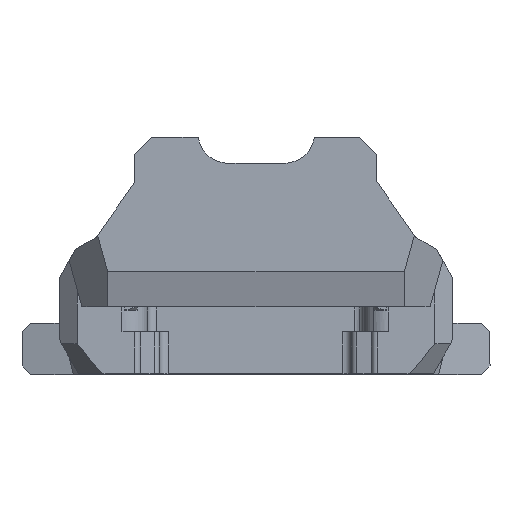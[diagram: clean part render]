
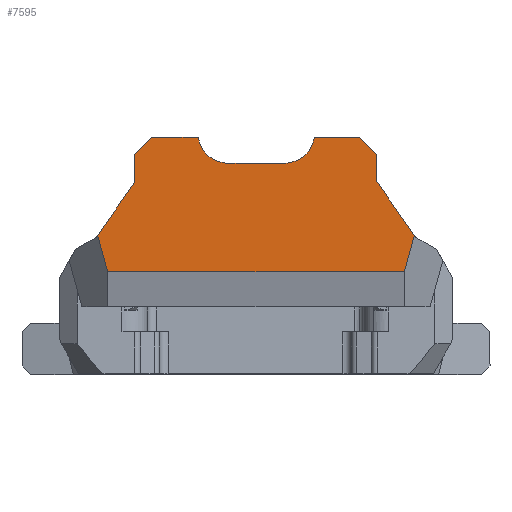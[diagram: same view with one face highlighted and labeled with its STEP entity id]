
A CAD part, top view. The second image highlights one B-rep face of the part: STEP entity #7595.
In plain terms, the highlighted face is planar.
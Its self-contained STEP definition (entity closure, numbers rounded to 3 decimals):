
#406=PLANE('',#8126);
#807=FACE_OUTER_BOUND('',#1241,.T.);
#1241=EDGE_LOOP('',(#7077,#7078,#7079,#7080,#7081,#7082,#7083,#7084,#7085,
#7086,#7087,#7088,#7089,#7090));
#1277=CIRCLE('',#7729,3.5);
#1280=CIRCLE('',#7734,3.5);
#1692=LINE('',#16636,#2539);
#1696=LINE('',#16643,#2543);
#1703=LINE('',#16659,#2550);
#1708=LINE('',#16667,#2555);
#1747=LINE('',#16774,#2594);
#1755=LINE('',#16789,#2602);
#1757=LINE('',#16793,#2604);
#1759=LINE('',#16800,#2606);
#1763=LINE('',#16808,#2610);
#1767=LINE('',#16816,#2614);
#1780=LINE('',#16839,#2627);
#1786=LINE('',#16856,#2633);
#2539=VECTOR('',#8602,10.);
#2543=VECTOR('',#8608,10.);
#2550=VECTOR('',#8619,10.);
#2555=VECTOR('',#8626,10.);
#2594=VECTOR('',#8719,10.);
#2602=VECTOR('',#8729,10.);
#2604=VECTOR('',#8733,10.);
#2606=VECTOR('',#8741,10.);
#2610=VECTOR('',#8749,10.);
#2614=VECTOR('',#8759,10.);
#2627=VECTOR('',#8788,10.);
#2633=VECTOR('',#8808,10.);
#3379=VERTEX_POINT('',#16602);
#3380=VERTEX_POINT('',#16603);
#3386=VERTEX_POINT('',#16619);
#3387=VERTEX_POINT('',#16621);
#3391=VERTEX_POINT('',#16633);
#3392=VERTEX_POINT('',#16635);
#3400=VERTEX_POINT('',#16656);
#3401=VERTEX_POINT('',#16658);
#3450=VERTEX_POINT('',#16787);
#3451=VERTEX_POINT('',#16791);
#3453=VERTEX_POINT('',#16799);
#3455=VERTEX_POINT('',#16807);
#3456=VERTEX_POINT('',#16815);
#3458=VERTEX_POINT('',#16836);
#4156=EDGE_CURVE('',#3379,#3380,#1277,.T.);
#4165=EDGE_CURVE('',#3387,#3386,#1280,.F.);
#4172=EDGE_CURVE('',#3391,#3392,#1692,.T.);
#4176=EDGE_CURVE('',#3391,#3387,#1696,.F.);
#4184=EDGE_CURVE('',#3400,#3401,#1703,.T.);
#4189=EDGE_CURVE('',#3379,#3401,#1708,.F.);
#4241=EDGE_CURVE('',#3380,#3386,#1747,.T.);
#4249=EDGE_CURVE('',#3450,#3400,#1755,.T.);
#4251=EDGE_CURVE('',#3451,#3450,#1757,.F.);
#4254=EDGE_CURVE('',#3453,#3392,#1759,.F.);
#4258=EDGE_CURVE('',#3455,#3451,#1763,.T.);
#4262=EDGE_CURVE('',#3455,#3456,#1767,.T.);
#4275=EDGE_CURVE('',#3458,#3453,#1780,.F.);
#4284=EDGE_CURVE('',#3456,#3458,#1786,.T.);
#7077=ORIENTED_EDGE('',*,*,#4249,.F.);
#7078=ORIENTED_EDGE('',*,*,#4251,.F.);
#7079=ORIENTED_EDGE('',*,*,#4258,.F.);
#7080=ORIENTED_EDGE('',*,*,#4262,.T.);
#7081=ORIENTED_EDGE('',*,*,#4284,.T.);
#7082=ORIENTED_EDGE('',*,*,#4275,.T.);
#7083=ORIENTED_EDGE('',*,*,#4254,.T.);
#7084=ORIENTED_EDGE('',*,*,#4172,.F.);
#7085=ORIENTED_EDGE('',*,*,#4176,.T.);
#7086=ORIENTED_EDGE('',*,*,#4165,.T.);
#7087=ORIENTED_EDGE('',*,*,#4241,.F.);
#7088=ORIENTED_EDGE('',*,*,#4156,.F.);
#7089=ORIENTED_EDGE('',*,*,#4189,.T.);
#7090=ORIENTED_EDGE('',*,*,#4184,.F.);
#7595=ADVANCED_FACE('',(#807),#406,.T.);
#7729=AXIS2_PLACEMENT_3D('',#16604,#8574,#8575);
#7734=AXIS2_PLACEMENT_3D('',#16622,#8590,#8591);
#8126=AXIS2_PLACEMENT_3D('',#21329,#9999,#10000);
#8574=DIRECTION('center_axis',(0.,-1.,0.));
#8575=DIRECTION('ref_axis',(-0.99,0.,-0.141));
#8590=DIRECTION('center_axis',(0.,-1.,0.));
#8591=DIRECTION('ref_axis',(0.99,0.,-0.141));
#8602=DIRECTION('',(0.707,0.,-0.707));
#8608=DIRECTION('',(1.,0.,0.));
#8619=DIRECTION('',(0.707,0.,0.707));
#8626=DIRECTION('',(1.,0.,0.));
#8719=DIRECTION('',(1.,0.,0.));
#8729=DIRECTION('',(0.,0.,1.));
#8733=DIRECTION('',(-0.574,0.,-0.819));
#8741=DIRECTION('',(0.,0.,-1.));
#8749=DIRECTION('',(-0.266,0.,0.964));
#8759=DIRECTION('',(1.,0.,0.));
#8788=DIRECTION('',(0.574,0.,-0.819));
#8808=DIRECTION('',(0.266,0.,0.964));
#9999=DIRECTION('center_axis',(0.,-1.,0.));
#10000=DIRECTION('ref_axis',(1.,0.,0.));
#16602=CARTESIAN_POINT('',(-6.75,-139.154,101.402));
#16603=CARTESIAN_POINT('',(-3.285,-139.154,98.396));
#16604=CARTESIAN_POINT('Origin',(-3.285,-139.154,101.896));
#16619=CARTESIAN_POINT('',(3.347,-139.154,98.396));
#16621=CARTESIAN_POINT('',(6.812,-139.154,101.402));
#16622=CARTESIAN_POINT('Origin',(3.347,-139.154,101.896));
#16633=CARTESIAN_POINT('',(12.139,-139.154,101.402));
#16635=CARTESIAN_POINT('',(14.139,-139.154,99.402));
#16636=CARTESIAN_POINT('',(11.198,-139.154,102.343));
#16643=CARTESIAN_POINT('',(-10.6,-139.154,101.402));
#16656=CARTESIAN_POINT('',(-14.21,-139.154,99.402));
#16658=CARTESIAN_POINT('',(-12.21,-139.154,101.402));
#16659=CARTESIAN_POINT('',(-21.852,-139.154,91.761));
#16667=CARTESIAN_POINT('',(-10.6,-139.154,101.402));
#16774=CARTESIAN_POINT('',(-10.6,-139.154,98.396));
#16787=CARTESIAN_POINT('',(-14.21,-139.154,96.113));
#16789=CARTESIAN_POINT('',(-14.21,-139.154,85.014));
#16791=CARTESIAN_POINT('',(-18.511,-139.154,89.971));
#16793=CARTESIAN_POINT('',(-27.62,-139.154,76.963));
#16799=CARTESIAN_POINT('',(14.139,-139.154,96.215));
#16800=CARTESIAN_POINT('',(14.139,-139.154,85.014));
#16807=CARTESIAN_POINT('',(-17.338,-139.154,85.726));
#16808=CARTESIAN_POINT('',(-15.811,-139.154,80.201));
#16815=CARTESIAN_POINT('',(17.338,-139.154,85.726));
#16816=CARTESIAN_POINT('',(18.396,-139.154,85.726));
#16836=CARTESIAN_POINT('',(18.511,-139.154,89.971));
#16839=CARTESIAN_POINT('',(27.62,-139.154,76.963));
#16856=CARTESIAN_POINT('',(15.811,-139.154,80.201));
#21329=CARTESIAN_POINT('Origin',(-21.2,-139.154,73.826));
